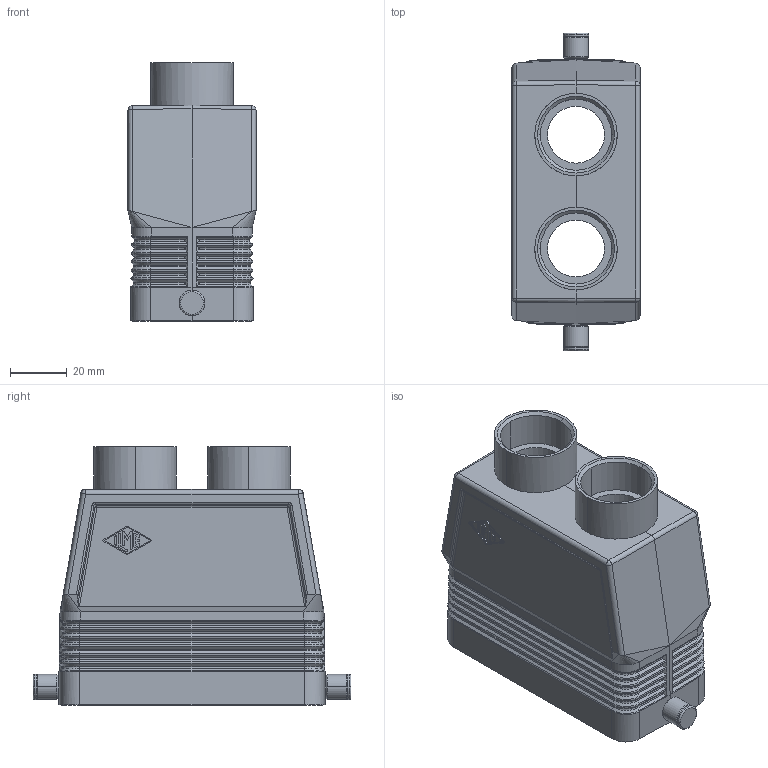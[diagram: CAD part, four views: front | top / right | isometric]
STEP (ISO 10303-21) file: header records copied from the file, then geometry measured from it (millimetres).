
FILE_DESCRIPTION(('Creo Elements/Direct Modeling STEP Export'),'2;1');
FILE_NAME('0ln7uvk5p6n6mm74976','2023-02-13T14:26:53',(''),(''),'Creo Elements/Direct Modeling STEP processor for AP214 (Solid Model)','Creo Elements/Direct Modeling 20.1B 02-Apr-2019 (C) Parametric Technology GmbH','');
FILE_SCHEMA(('AUTOMOTIVE_DESIGN { 1 0 10303 214 1 1 1 1 }'));
Products named in the file (2): MAV 16 L225
Assembly tree (1 placements, depth 2):
  MAV 16 L225
    MAV 16 L225
Bounding box: 45 x 111.7 x 91 mm (x, y, z)
Volume: 93221.4 mm3; surface area: 49264.7 mm2
Topology: 1 solids, 1 shells, 717 faces, 1709 edges, 984 vertices
Faces by surface type: plane 242, cylinder 231, bspline 84, cone 76, torus 64, sphere 20
Entity records: 41917 total; most frequent: CARTESIAN_POINT 20871, ORIENTED_EDGE 3362, DIRECTION 2975, EDGE_CURVE 1681, AXIS2_PLACEMENT_3D 1094, VERTEX_POINT 984, VECTOR 787, LINE 787
